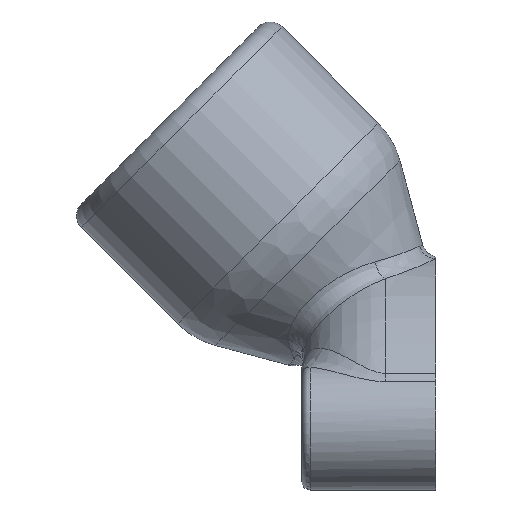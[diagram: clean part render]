
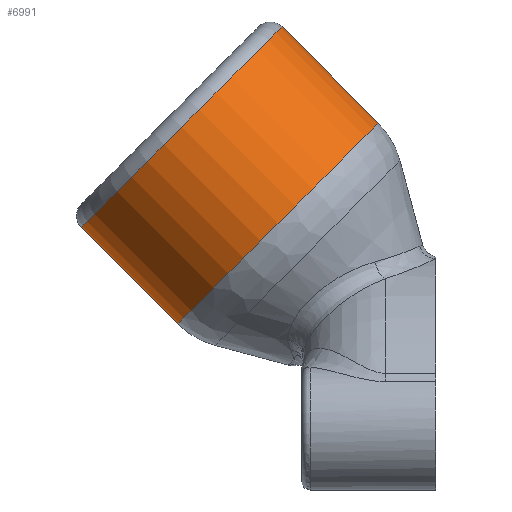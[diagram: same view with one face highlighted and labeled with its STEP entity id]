
A CAD part, left-side view. The second image highlights one B-rep face of the part: STEP entity #6991.
In plain terms, the highlighted cylindrical face has radius 8.5 mm (diameter 17 mm), a partial arc.
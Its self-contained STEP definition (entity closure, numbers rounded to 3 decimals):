
#83 = FACE_OUTER_BOUND ( 'NONE', #1381, .T. ) ;
#207 = ORIENTED_EDGE ( 'NONE', *, *, #7579, .F. ) ;
#941 = CARTESIAN_POINT ( 'NONE',  ( 0., 9.192, 24.042 ) ) ;
#1096 = CARTESIAN_POINT ( 'NONE',  ( 0., 13.081, 3.889 ) ) ;
#1381 = EDGE_LOOP ( 'NONE', ( #207, #7434, #3109, #6355 ) ) ;
#2348 = DIRECTION ( 'NONE',  ( 0., 0.707, 0.707 ) ) ;
#2387 = AXIS2_PLACEMENT_3D ( 'NONE', #8945, #3897, #3831 ) ;
#2607 = CARTESIAN_POINT ( 'NONE',  ( 0., 7.071, 9.899 ) ) ;
#2684 = AXIS2_PLACEMENT_3D ( 'NONE', #9276, #4230, #2780 ) ;
#2780 = DIRECTION ( 'NONE',  ( 0., 0.707, -0.707 ) ) ;
#2863 = LINE ( 'NONE', #1096, #7689 ) ;
#3076 = CYLINDRICAL_SURFACE ( 'NONE', #3511, 8.5 ) ;
#3084 = CARTESIAN_POINT ( 'NONE',  ( 0., 21.213, 12.021 ) ) ;
#3109 = ORIENTED_EDGE ( 'NONE', *, *, #5693, .T. ) ;
#3268 = EDGE_CURVE ( 'NONE', #7378, #7418, #6922, .T. ) ;
#3511 = AXIS2_PLACEMENT_3D ( 'NONE', #2607, #6409, #3565 ) ;
#3565 = DIRECTION ( 'NONE',  ( 0., -0.707, 0.707 ) ) ;
#3831 = DIRECTION ( 'NONE',  ( 0., 0.707, -0.707 ) ) ;
#3897 = DIRECTION ( 'NONE',  ( 0., 0.707, 0.707 ) ) ;
#4230 = DIRECTION ( 'NONE',  ( 0., -0.707, -0.707 ) ) ;
#4426 = LINE ( 'NONE', #5127, #5892 ) ;
#5127 = CARTESIAN_POINT ( 'NONE',  ( 0., 1.061, 15.91 ) ) ;
#5188 = CARTESIAN_POINT ( 'NONE',  ( 0., 15.443, 6.251 ) ) ;
#5527 = VERTEX_POINT ( 'NONE', #5188 ) ;
#5665 = CIRCLE ( 'NONE', #2387, 8.5 ) ;
#5693 = EDGE_CURVE ( 'NONE', #7720, #7378, #4426, .T. ) ;
#5813 = EDGE_CURVE ( 'NONE', #5527, #7720, #5665, .T. ) ;
#5892 = VECTOR ( 'NONE', #2348, 1000. ) ;
#6081 = CARTESIAN_POINT ( 'NONE',  ( 0., 3.422, 18.271 ) ) ;
#6182 = DIRECTION ( 'NONE',  ( 0., 0.707, 0.707 ) ) ;
#6355 = ORIENTED_EDGE ( 'NONE', *, *, #3268, .T. ) ;
#6409 = DIRECTION ( 'NONE',  ( 0., 0.707, 0.707 ) ) ;
#6922 = CIRCLE ( 'NONE', #2684, 8.5 ) ;
#6991 = ADVANCED_FACE ( 'NONE', ( #83 ), #3076, .T. ) ;
#7378 = VERTEX_POINT ( 'NONE', #941 ) ;
#7418 = VERTEX_POINT ( 'NONE', #3084 ) ;
#7434 = ORIENTED_EDGE ( 'NONE', *, *, #5813, .T. ) ;
#7579 = EDGE_CURVE ( 'NONE', #5527, #7418, #2863, .T. ) ;
#7689 = VECTOR ( 'NONE', #6182, 1000. ) ;
#7720 = VERTEX_POINT ( 'NONE', #6081 ) ;
#8945 = CARTESIAN_POINT ( 'NONE',  ( 0., 9.433, 12.261 ) ) ;
#9276 = CARTESIAN_POINT ( 'NONE',  ( 0., 15.203, 18.031 ) ) ;
